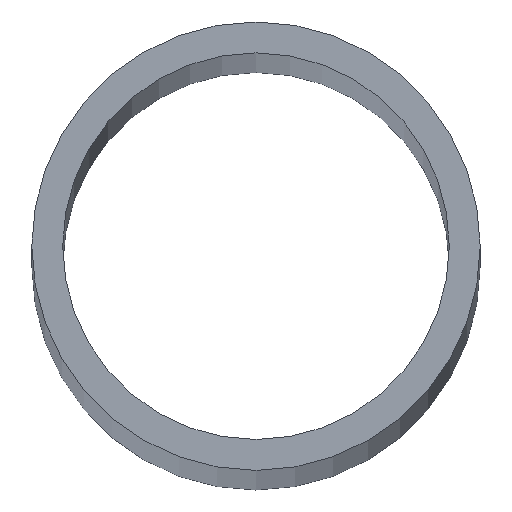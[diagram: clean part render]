
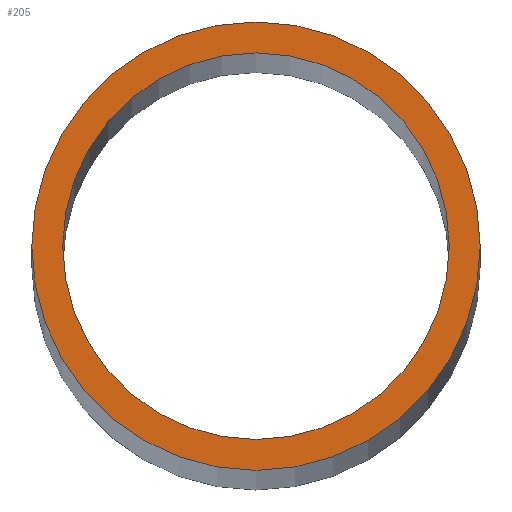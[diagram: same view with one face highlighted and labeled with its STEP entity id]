
A CAD part, top view. The second image highlights one B-rep face of the part: STEP entity #205.
In plain terms, the highlighted planar face has unit normal (0, 0, 1).
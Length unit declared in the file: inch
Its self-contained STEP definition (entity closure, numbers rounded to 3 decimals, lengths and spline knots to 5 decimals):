
#6 = VERTEX_POINT ( 'NONE', #42 ) ;
#10 = DIRECTION ( 'NONE',  ( 0., 0., 1. ) ) ;
#11 = CARTESIAN_POINT ( 'NONE',  ( -4.31, 0., 216. ) ) ;
#24 = DIRECTION ( 'NONE',  ( 1., 0., 0. ) ) ;
#26 = EDGE_CURVE ( 'NONE', #173, #6, #187, .T. ) ;
#30 = CARTESIAN_POINT ( 'NONE',  ( 3.716, 0., 216. ) ) ;
#32 = CARTESIAN_POINT ( 'NONE',  ( 0., 0., 216. ) ) ;
#33 = FACE_BOUND ( 'NONE', #237, .T. ) ;
#34 = AXIS2_PLACEMENT_3D ( 'NONE', #127, #50, #146 ) ;
#39 = VERTEX_POINT ( 'NONE', #238 ) ;
#42 = CARTESIAN_POINT ( 'NONE',  ( 4.31, 0., 216. ) ) ;
#50 = DIRECTION ( 'NONE',  ( 0., 0., 1. ) ) ;
#54 = FACE_OUTER_BOUND ( 'NONE', #172, .T. ) ;
#58 = ORIENTED_EDGE ( 'NONE', *, *, #90, .F. ) ;
#74 = DIRECTION ( 'NONE',  ( 1., 0., 0. ) ) ;
#80 = DIRECTION ( 'NONE',  ( 0., 0., 1. ) ) ;
#90 = EDGE_CURVE ( 'NONE', #215, #39, #162, .T. ) ;
#94 = AXIS2_PLACEMENT_3D ( 'NONE', #223, #10, #74 ) ;
#99 = ORIENTED_EDGE ( 'NONE', *, *, #26, .T. ) ;
#103 = ORIENTED_EDGE ( 'NONE', *, *, #239, .F. ) ;
#107 = DIRECTION ( 'NONE',  ( 1., 0., 0. ) ) ;
#115 = CARTESIAN_POINT ( 'NONE',  ( 0., 0., 216. ) ) ;
#120 = CARTESIAN_POINT ( 'NONE',  ( 0., 0., 216. ) ) ;
#127 = CARTESIAN_POINT ( 'NONE',  ( 0., 0., 216. ) ) ;
#142 = ORIENTED_EDGE ( 'NONE', *, *, #236, .T. ) ;
#144 = DIRECTION ( 'NONE',  ( 1., 0., 0. ) ) ;
#146 = DIRECTION ( 'NONE',  ( 1., 0., 0. ) ) ;
#162 = CIRCLE ( 'NONE', #170, 3.716 ) ;
#165 = AXIS2_PLACEMENT_3D ( 'NONE', #120, #80, #144 ) ;
#170 = AXIS2_PLACEMENT_3D ( 'NONE', #115, #195, #24 ) ;
#172 = EDGE_LOOP ( 'NONE', ( #99, #142 ) ) ;
#173 = VERTEX_POINT ( 'NONE', #11 ) ;
#187 = CIRCLE ( 'NONE', #165, 4.31 ) ;
#195 = DIRECTION ( 'NONE',  ( 0., 0., 1. ) ) ;
#205 = ADVANCED_FACE ( 'NONE', ( #54, #33 ), #242, .T. ) ;
#207 = DIRECTION ( 'NONE',  ( 0., 0., 1. ) ) ;
#208 = CIRCLE ( 'NONE', #241, 3.716 ) ;
#215 = VERTEX_POINT ( 'NONE', #30 ) ;
#223 = CARTESIAN_POINT ( 'NONE',  ( 0., 0., 216. ) ) ;
#225 = CIRCLE ( 'NONE', #34, 4.31 ) ;
#236 = EDGE_CURVE ( 'NONE', #6, #173, #225, .T. ) ;
#237 = EDGE_LOOP ( 'NONE', ( #103, #58 ) ) ;
#238 = CARTESIAN_POINT ( 'NONE',  ( -3.716, 0., 216. ) ) ;
#239 = EDGE_CURVE ( 'NONE', #39, #215, #208, .T. ) ;
#241 = AXIS2_PLACEMENT_3D ( 'NONE', #32, #207, #107 ) ;
#242 = PLANE ( 'NONE',  #94 ) ;
